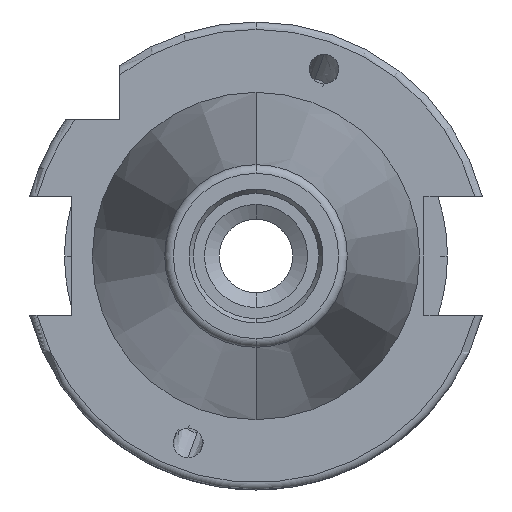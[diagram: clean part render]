
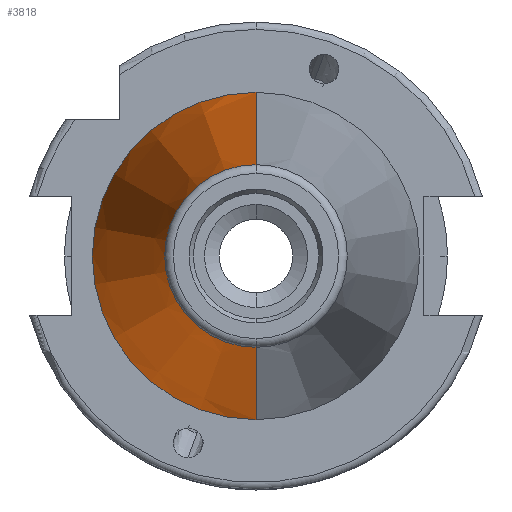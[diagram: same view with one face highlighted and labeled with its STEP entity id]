
A CAD part, left-side view. The second image highlights one B-rep face of the part: STEP entity #3818.
In plain terms, the highlighted conical face has half-angle 8.297 degrees and reference radius 22.225 mm.
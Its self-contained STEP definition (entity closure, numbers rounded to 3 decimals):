
#250 = CARTESIAN_POINT ( 'NONE',  ( 0., -22.225, 0. ) ) ;
#441 = DIRECTION ( 'NONE',  ( 0., -1., 0. ) ) ;
#988 = CARTESIAN_POINT ( 'NONE',  ( 0., -22.225, 0. ) ) ;
#1117 = CARTESIAN_POINT ( 'NONE',  ( 0., 0., 0. ) ) ;
#1513 = CIRCLE ( 'NONE', #9212, 12.4 ) ;
#1566 = EDGE_CURVE ( 'NONE', #7950, #7975, #1513, .T. ) ;
#1919 = DIRECTION ( 'NONE',  ( -1., 0., 0. ) ) ;
#1920 = CIRCLE ( 'NONE', #5938, 22.225 ) ;
#2114 = EDGE_CURVE ( 'NONE', #6848, #6016, #1920, .T. ) ;
#2267 = AXIS2_PLACEMENT_3D ( 'NONE', #2962, #6021, #6068 ) ;
#2309 = VECTOR ( 'NONE', #5354, 1000. ) ;
#2448 = DIRECTION ( 'NONE',  ( 0.99, -0.144, 0. ) ) ;
#2649 = ORIENTED_EDGE ( 'NONE', *, *, #2695, .T. ) ;
#2695 = EDGE_CURVE ( 'NONE', #7950, #6848, #3155, .T. ) ;
#2962 = CARTESIAN_POINT ( 'NONE',  ( 0., 0., 0. ) ) ;
#3155 = LINE ( 'NONE', #988, #9643 ) ;
#3818 = ADVANCED_FACE ( 'NONE', ( #9901 ), #4838, .T. ) ;
#4045 = DIRECTION ( 'NONE',  ( -1., 0., 0. ) ) ;
#4403 = LINE ( 'NONE', #5295, #2309 ) ;
#4838 = CONICAL_SURFACE ( 'NONE', #2267, 22.225, 0.145 ) ;
#5295 = CARTESIAN_POINT ( 'NONE',  ( 0., 22.225, 0. ) ) ;
#5354 = DIRECTION ( 'NONE',  ( 0.99, 0.144, 0. ) ) ;
#5938 = AXIS2_PLACEMENT_3D ( 'NONE', #1117, #1919, #441 ) ;
#6016 = VERTEX_POINT ( 'NONE', #6864 ) ;
#6021 = DIRECTION ( 'NONE',  ( 1., 0., 0. ) ) ;
#6068 = DIRECTION ( 'NONE',  ( 0., 1., 0. ) ) ;
#6383 = ORIENTED_EDGE ( 'NONE', *, *, #7377, .F. ) ;
#6848 = VERTEX_POINT ( 'NONE', #250 ) ;
#6864 = CARTESIAN_POINT ( 'NONE',  ( 0., 22.225, 0. ) ) ;
#7117 = DIRECTION ( 'NONE',  ( 0., -1., 0. ) ) ;
#7377 = EDGE_CURVE ( 'NONE', #7975, #6016, #4403, .T. ) ;
#7663 = ORIENTED_EDGE ( 'NONE', *, *, #1566, .F. ) ;
#7950 = VERTEX_POINT ( 'NONE', #8449 ) ;
#7975 = VERTEX_POINT ( 'NONE', #8350 ) ;
#8350 = CARTESIAN_POINT ( 'NONE',  ( -67.373, 12.4, 0. ) ) ;
#8449 = CARTESIAN_POINT ( 'NONE',  ( -67.373, -12.4, 0. ) ) ;
#8526 = EDGE_LOOP ( 'NONE', ( #7663, #2649, #8682, #6383 ) ) ;
#8566 = CARTESIAN_POINT ( 'NONE',  ( -67.373, 0., 0. ) ) ;
#8682 = ORIENTED_EDGE ( 'NONE', *, *, #2114, .T. ) ;
#9212 = AXIS2_PLACEMENT_3D ( 'NONE', #8566, #4045, #7117 ) ;
#9643 = VECTOR ( 'NONE', #2448, 1000. ) ;
#9901 = FACE_OUTER_BOUND ( 'NONE', #8526, .T. ) ;
